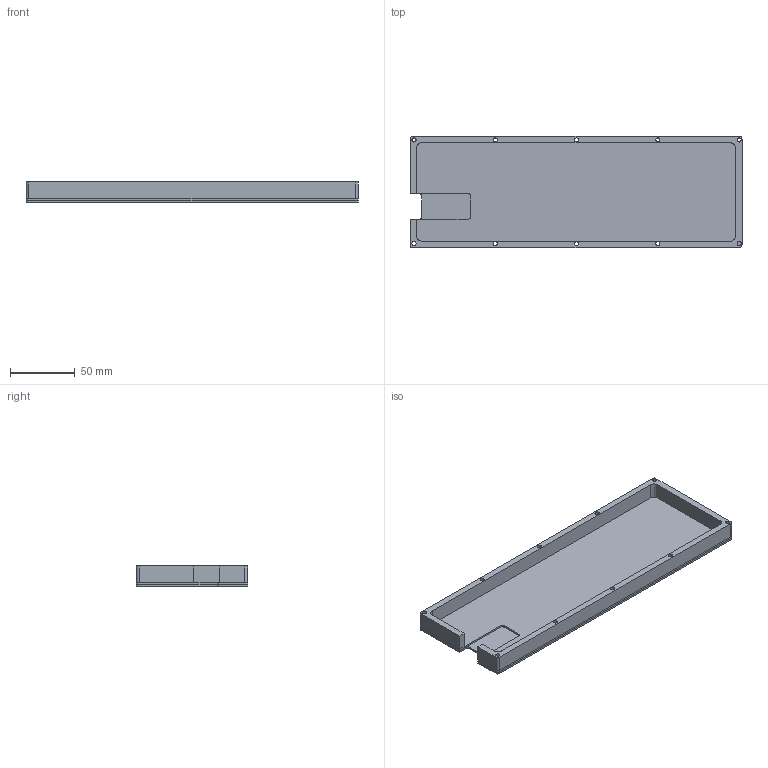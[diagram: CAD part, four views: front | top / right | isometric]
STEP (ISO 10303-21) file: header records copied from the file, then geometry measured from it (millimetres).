
FILE_DESCRIPTION(('Open CASCADE Model'),'2;1');
FILE_NAME('Open CASCADE Shape Model','2019-05-20T18:12:10',('Author'),( 'Open CASCADE'),'Open CASCADE STEP processor 7.1','Open CASCADE 7.1' ,'Unknown');
FILE_SCHEMA(('AUTOMOTIVE_DESIGN { 1 0 10303 214 1 1 1 1 }'));
Length unit declared in the file: millimetre
Products named in the file (1): Open CASCADE STEP translator 7.1 1
Bounding box: 257 x 86 x 15.5 mm (x, y, z)
Volume: 103936.6 mm3; surface area: 63537.4 mm2
Topology: 1 solids, 1 shells, 64 faces, 178 edges, 118 vertices
Faces by surface type: extrusion 48, cylinder 10, plane 6
Full cylindrical faces by diameter (mm): 3.2 x10
Entity records: 4291 total; most frequent: CARTESIAN_POINT 1179, DIRECTION 417, ORIENTED_EDGE 356, PCURVE 356, DEFINITIONAL_REPRESENTATION 356, VECTOR 342, LINE 294, EDGE_CURVE 178
